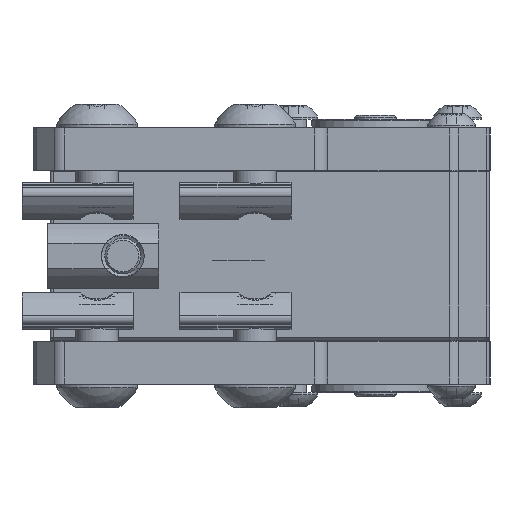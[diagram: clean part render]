
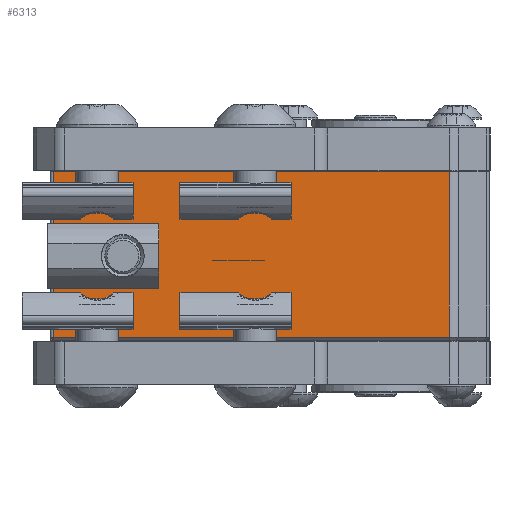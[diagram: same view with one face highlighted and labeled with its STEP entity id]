
A CAD part, left-side view. The second image highlights one B-rep face of the part: STEP entity #6313.
In plain terms, the highlighted face is planar.
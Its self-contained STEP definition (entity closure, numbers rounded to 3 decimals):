
#593=FACE_BOUND('',#1345,.T.);
#704=PLANE('',#7068);
#935=FACE_OUTER_BOUND('',#1344,.T.);
#1344=EDGE_LOOP('',(#5017,#5018,#5019,#5020));
#1345=EDGE_LOOP('',(#5021));
#1755=LINE('',#10799,#2159);
#1783=LINE('',#10907,#2187);
#1787=LINE('',#10917,#2191);
#1790=LINE('',#10931,#2194);
#2159=VECTOR('',#8377,10.);
#2187=VECTOR('',#8515,10.);
#2191=VECTOR('',#8525,10.);
#2194=VECTOR('',#8540,10.);
#2533=CIRCLE('',#7069,2.6);
#3010=VERTEX_POINT('',#10793);
#3012=VERTEX_POINT('',#10797);
#3037=VERTEX_POINT('',#10906);
#3040=VERTEX_POINT('',#10916);
#3046=VERTEX_POINT('',#10932);
#3686=EDGE_CURVE('',#3012,#3010,#1755,.T.);
#3740=EDGE_CURVE('',#3010,#3037,#1783,.T.);
#3745=EDGE_CURVE('',#3037,#3040,#1787,.T.);
#3753=EDGE_CURVE('',#3040,#3012,#1790,.T.);
#3754=EDGE_CURVE('',#3046,#3046,#2533,.F.);
#5017=ORIENTED_EDGE('',*,*,#3686,.F.);
#5018=ORIENTED_EDGE('',*,*,#3753,.F.);
#5019=ORIENTED_EDGE('',*,*,#3745,.F.);
#5020=ORIENTED_EDGE('',*,*,#3740,.F.);
#5021=ORIENTED_EDGE('',*,*,#3754,.T.);
#6313=ADVANCED_FACE('',(#935,#593),#704,.T.);
#7068=AXIS2_PLACEMENT_3D('',#10930,#8538,#8539);
#7069=AXIS2_PLACEMENT_3D('',#10933,#8541,#8542);
#8377=DIRECTION('',(0.,1.,0.));
#8515=DIRECTION('',(0.,0.,-1.));
#8525=DIRECTION('',(0.,-1.,0.));
#8538=DIRECTION('center_axis',(1.,0.,0.));
#8539=DIRECTION('ref_axis',(0.,1.,0.));
#8540=DIRECTION('',(0.,0.,1.));
#8541=DIRECTION('center_axis',(1.,0.,0.));
#8542=DIRECTION('ref_axis',(0.,-0.707,-0.707));
#10793=CARTESIAN_POINT('',(185.,-152.9,9.5));
#10797=CARTESIAN_POINT('',(185.,-199.243,9.5));
#10799=CARTESIAN_POINT('',(185.,-186.324,9.5));
#10906=CARTESIAN_POINT('',(185.,-152.9,-9.9));
#10907=CARTESIAN_POINT('',(185.,-152.9,0.));
#10916=CARTESIAN_POINT('',(185.,-199.243,-9.9));
#10917=CARTESIAN_POINT('',(185.,-186.324,-9.9));
#10930=CARTESIAN_POINT('Origin',(185.,-200.,5.));
#10931=CARTESIAN_POINT('',(185.,-199.243,9.5));
#10932=CARTESIAN_POINT('',(185.,-159.162,1.838));
#10933=CARTESIAN_POINT('Origin',(185.,-161.,0.));
